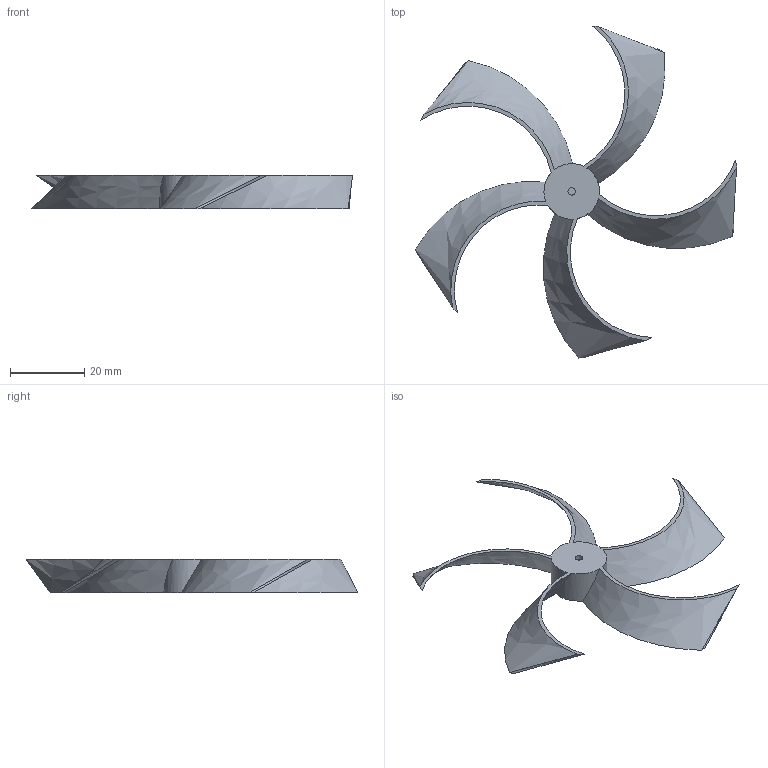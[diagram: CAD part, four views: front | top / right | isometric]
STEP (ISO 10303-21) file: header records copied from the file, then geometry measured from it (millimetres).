
FILE_DESCRIPTION(/* description */ (''),/* implementation_level */ '2;1');
FILE_NAME(/* name */ 'blade v1.step',/* time_stamp */ '2025-05-08T19:43:58+08:00',/* author */ (''),/* organization */ (''),/* preprocessor_version */ 'ST-DEVELOPER v20.1',/* originating_system */ 'Autodesk Translation Framework v14.4.0.0',/* authorisation */ '');
FILE_SCHEMA (('AUTOMOTIVE_DESIGN { 1 0 10303 214 3 1 1 }'));
Length unit declared in the file: millimetre
Products named in the file (1): blade
Bounding box: 86.71 x 89.61 x 9 mm (x, y, z)
Volume: 3453.8 mm3; surface area: 6408.9 mm2
Topology: 1 solids, 1 shells, 24 faces, 63 edges, 42 vertices
Faces by surface type: bspline 15, cylinder 6, plane 3
Full cylindrical faces by diameter (mm): 2 x1
Entity records: 1254 total; most frequent: CARTESIAN_POINT 657, ORIENTED_EDGE 126, DIRECTION 105, EDGE_CURVE 63, VERTEX_POINT 42, AXIS2_PLACEMENT_3D 42, CIRCLE 32, EDGE_LOOP 25
